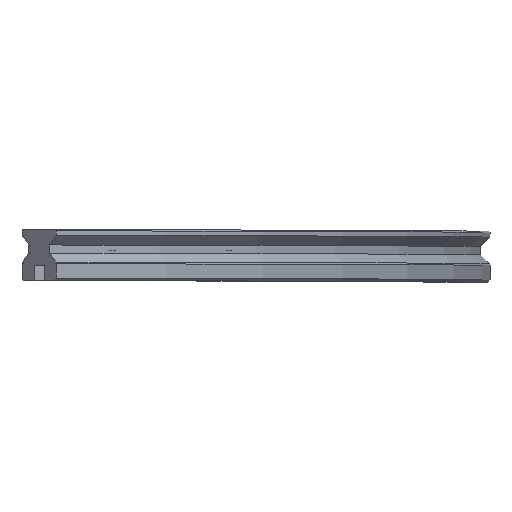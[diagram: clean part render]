
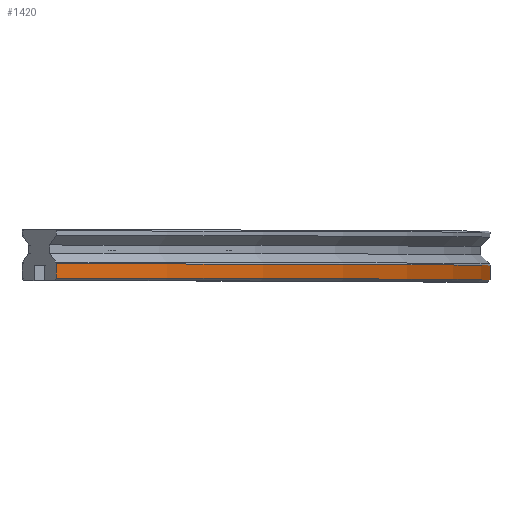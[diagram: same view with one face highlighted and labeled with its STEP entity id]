
A CAD part, top view. The second image highlights one B-rep face of the part: STEP entity #1420.
In plain terms, the highlighted cylindrical face has radius 610 mm (diameter 1220 mm), a partial arc.
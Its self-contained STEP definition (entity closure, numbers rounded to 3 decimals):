
#39 = ORIENTED_EDGE ( 'NONE', *, *, #1792, .F. ) ;
#41 = CARTESIAN_POINT ( 'NONE',  ( 10., 1., 0. ) ) ;
#48 = EDGE_CURVE ( 'NONE', #1223, #238, #1348, .T. ) ;
#113 = DIRECTION ( 'NONE',  ( 0.707, 0., 0.707 ) ) ;
#160 = DIRECTION ( 'NONE',  ( 0.707, 0., 0.707 ) ) ;
#215 = CARTESIAN_POINT ( 'NONE',  ( -168.665, 1., 431.335 ) ) ;
#238 = VERTEX_POINT ( 'NONE', #526 ) ;
#303 = DIRECTION ( 'NONE',  ( 0., 1., 0. ) ) ;
#398 = ORIENTED_EDGE ( 'NONE', *, *, #48, .T. ) ;
#460 = CYLINDRICAL_SURFACE ( 'NONE', #1385, 610. ) ;
#473 = CARTESIAN_POINT ( 'NONE',  ( -168.665, 6.936, 431.335 ) ) ;
#526 = CARTESIAN_POINT ( 'NONE',  ( 10., 1., 0. ) ) ;
#613 = DIRECTION ( 'NONE',  ( 0., 0., 1. ) ) ;
#619 = ORIENTED_EDGE ( 'NONE', *, *, #1215, .T. ) ;
#676 = VERTEX_POINT ( 'NONE', #1904 ) ;
#699 = LINE ( 'NONE', #840, #1321 ) ;
#717 = DIRECTION ( 'NONE',  ( 0., 1., 0. ) ) ;
#728 = CARTESIAN_POINT ( 'NONE',  ( -600., 0., 0. ) ) ;
#771 = AXIS2_PLACEMENT_3D ( 'NONE', #1429, #717, #113 ) ;
#840 = CARTESIAN_POINT ( 'NONE',  ( -168.665, 1., 431.335 ) ) ;
#862 = EDGE_CURVE ( 'NONE', #1223, #1073, #699, .T. ) ;
#1073 = VERTEX_POINT ( 'NONE', #473 ) ;
#1117 = AXIS2_PLACEMENT_3D ( 'NONE', #1612, #303, #160 ) ;
#1147 = CIRCLE ( 'NONE', #1117, 610. ) ;
#1193 = FACE_OUTER_BOUND ( 'NONE', #1257, .T. ) ;
#1215 = EDGE_CURVE ( 'NONE', #238, #676, #1667, .T. ) ;
#1223 = VERTEX_POINT ( 'NONE', #215 ) ;
#1257 = EDGE_LOOP ( 'NONE', ( #39, #1387, #398, #619 ) ) ;
#1303 = DIRECTION ( 'NONE',  ( 0., 1., 0. ) ) ;
#1321 = VECTOR ( 'NONE', #1303, 1000. ) ;
#1348 = CIRCLE ( 'NONE', #771, 610. ) ;
#1385 = AXIS2_PLACEMENT_3D ( 'NONE', #728, #1605, #613 ) ;
#1387 = ORIENTED_EDGE ( 'NONE', *, *, #862, .F. ) ;
#1420 = ADVANCED_FACE ( 'NONE', ( #1193 ), #460, .T. ) ;
#1429 = CARTESIAN_POINT ( 'NONE',  ( -600., 1., 0. ) ) ;
#1605 = DIRECTION ( 'NONE',  ( 0., 1., 0. ) ) ;
#1612 = CARTESIAN_POINT ( 'NONE',  ( -600., 6.936, 0. ) ) ;
#1667 = LINE ( 'NONE', #41, #1809 ) ;
#1785 = DIRECTION ( 'NONE',  ( 0., 1., 0. ) ) ;
#1792 = EDGE_CURVE ( 'NONE', #1073, #676, #1147, .T. ) ;
#1809 = VECTOR ( 'NONE', #1785, 1000. ) ;
#1904 = CARTESIAN_POINT ( 'NONE',  ( 10., 6.936, 0. ) ) ;
